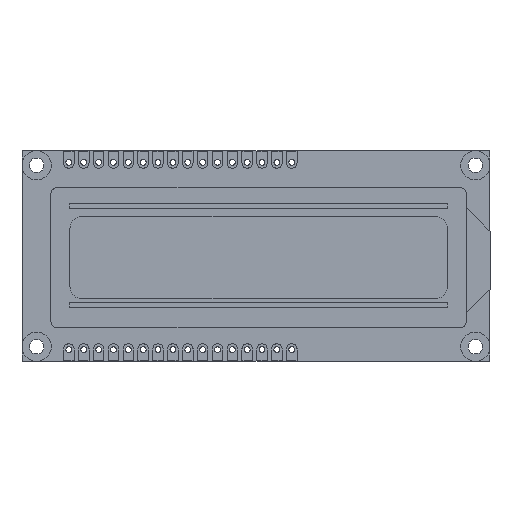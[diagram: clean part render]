
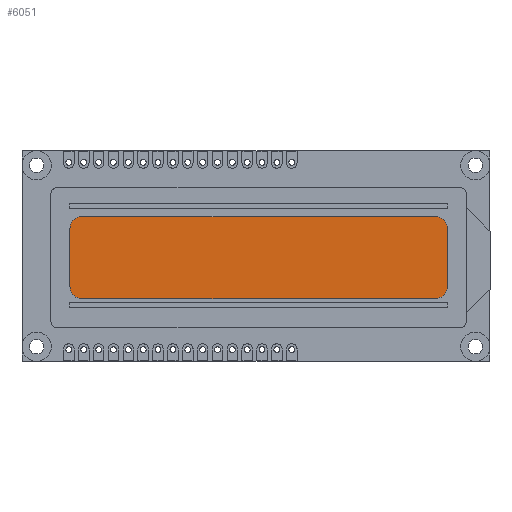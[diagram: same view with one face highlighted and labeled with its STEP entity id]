
A CAD part, top view. The second image highlights one B-rep face of the part: STEP entity #6051.
In plain terms, the highlighted planar face has unit normal (0, 0, 1).
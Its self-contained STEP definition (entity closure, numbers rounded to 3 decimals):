
#599=LINE('',#10169,#1124);
#602=LINE('',#10177,#1127);
#605=LINE('',#10185,#1130);
#609=LINE('',#10194,#1134);
#1124=VECTOR('',#8470,10.);
#1127=VECTOR('',#8479,10.);
#1130=VECTOR('',#8488,10.);
#1134=VECTOR('',#8498,10.);
#1771=FACE_OUTER_BOUND('',#2265,.T.);
#2265=EDGE_LOOP('',(#5441,#5442,#5443,#5444,#5445,#5446,#5447,#5448));
#2547=CIRCLE('',#6728,2.);
#2548=CIRCLE('',#6731,2.);
#2549=CIRCLE('',#6734,2.);
#2550=CIRCLE('',#6737,2.);
#3070=VERTEX_POINT('',#10166);
#3071=VERTEX_POINT('',#10168);
#3072=VERTEX_POINT('',#10172);
#3073=VERTEX_POINT('',#10176);
#3074=VERTEX_POINT('',#10180);
#3075=VERTEX_POINT('',#10184);
#3076=VERTEX_POINT('',#10188);
#3077=VERTEX_POINT('',#10192);
#3858=EDGE_CURVE('',#3070,#3071,#599,.T.);
#3860=EDGE_CURVE('',#3071,#3072,#2547,.T.);
#3862=EDGE_CURVE('',#3072,#3073,#602,.T.);
#3864=EDGE_CURVE('',#3073,#3074,#2548,.T.);
#3866=EDGE_CURVE('',#3074,#3075,#605,.T.);
#3869=EDGE_CURVE('',#3076,#3070,#2549,.T.);
#3871=EDGE_CURVE('',#3077,#3076,#609,.T.);
#3872=EDGE_CURVE('',#3075,#3077,#2550,.T.);
#5441=ORIENTED_EDGE('',*,*,#3872,.F.);
#5442=ORIENTED_EDGE('',*,*,#3866,.F.);
#5443=ORIENTED_EDGE('',*,*,#3864,.F.);
#5444=ORIENTED_EDGE('',*,*,#3862,.F.);
#5445=ORIENTED_EDGE('',*,*,#3860,.F.);
#5446=ORIENTED_EDGE('',*,*,#3858,.F.);
#5447=ORIENTED_EDGE('',*,*,#3869,.F.);
#5448=ORIENTED_EDGE('',*,*,#3871,.F.);
#5696=PLANE('',#6738);
#6051=ADVANCED_FACE('',(#1771),#5696,.T.);
#6728=AXIS2_PLACEMENT_3D('',#10173,#8474,#8475);
#6731=AXIS2_PLACEMENT_3D('',#10181,#8483,#8484);
#6734=AXIS2_PLACEMENT_3D('',#10190,#8493,#8494);
#6737=AXIS2_PLACEMENT_3D('',#10196,#8501,#8502);
#6738=AXIS2_PLACEMENT_3D('',#10197,#8503,#8504);
#8470=DIRECTION('',(0.,1.,0.));
#8474=DIRECTION('center_axis',(0.,0.,-1.));
#8475=DIRECTION('ref_axis',(0.,1.,0.));
#8479=DIRECTION('',(1.,0.,0.));
#8483=DIRECTION('center_axis',(0.,0.,-1.));
#8484=DIRECTION('ref_axis',(1.,0.,0.));
#8488=DIRECTION('',(0.,-1.,0.));
#8493=DIRECTION('center_axis',(0.,0.,-1.));
#8494=DIRECTION('ref_axis',(-1.,0.,0.));
#8498=DIRECTION('',(-1.,0.,0.));
#8501=DIRECTION('center_axis',(0.,0.,-1.));
#8502=DIRECTION('ref_axis',(0.,-1.,0.));
#8503=DIRECTION('center_axis',(0.,0.,1.));
#8504=DIRECTION('ref_axis',(1.,0.,0.));
#10166=CARTESIAN_POINT('',(8.198,12.707,6.6));
#10168=CARTESIAN_POINT('',(8.198,22.707,6.6));
#10169=CARTESIAN_POINT('',(8.198,22.707,6.6));
#10172=CARTESIAN_POINT('',(10.198,24.707,6.6));
#10173=CARTESIAN_POINT('Origin',(10.198,22.707,6.6));
#10176=CARTESIAN_POINT('',(70.698,24.707,6.6));
#10177=CARTESIAN_POINT('',(70.698,24.707,6.6));
#10180=CARTESIAN_POINT('',(72.698,22.707,6.6));
#10181=CARTESIAN_POINT('Origin',(70.698,22.707,6.6));
#10184=CARTESIAN_POINT('',(72.698,12.707,6.6));
#10185=CARTESIAN_POINT('',(72.698,12.707,6.6));
#10188=CARTESIAN_POINT('',(10.198,10.707,6.6));
#10190=CARTESIAN_POINT('Origin',(10.198,12.707,6.6));
#10192=CARTESIAN_POINT('',(70.698,10.707,6.6));
#10194=CARTESIAN_POINT('',(10.198,10.707,6.6));
#10196=CARTESIAN_POINT('Origin',(70.698,12.707,6.6));
#10197=CARTESIAN_POINT('Origin',(40.448,17.707,6.6));
